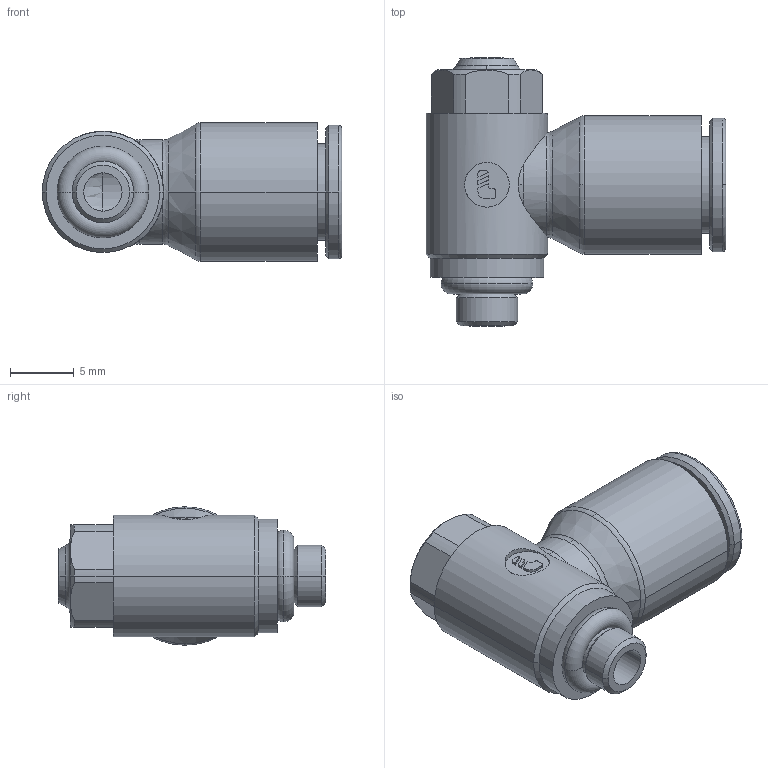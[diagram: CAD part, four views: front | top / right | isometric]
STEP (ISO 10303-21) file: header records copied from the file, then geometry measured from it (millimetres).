
FILE_DESCRIPTION(('STEP AP214'),'1');
FILE_NAME('7010_56_20.stp','2016-07-07T14:53:45',('TraceParts'),('TraceParts S.A.'),'Spatial InterOp 3D',' ',' ');
FILE_SCHEMA(('automotive_design'));
Length unit declared in the file: millimetre
Products named in the file (1): 1
Bounding box: 23.46 x 20.99 x 10.85 mm (x, y, z)
Volume: 1688.7 mm3; surface area: 1759.5 mm2
Topology: 1 solids, 2 shells, 112 faces, 285 edges, 177 vertices
Faces by surface type: cylinder 38, plane 32, cone 22, torus 14, sphere 6
Entity records: 3657 total; most frequent: CARTESIAN_POINT 915, DIRECTION 616, ORIENTED_EDGE 554, EDGE_CURVE 277, AXIS2_PLACEMENT_3D 256, VERTEX_POINT 177, CIRCLE 143, EDGE_LOOP 124
